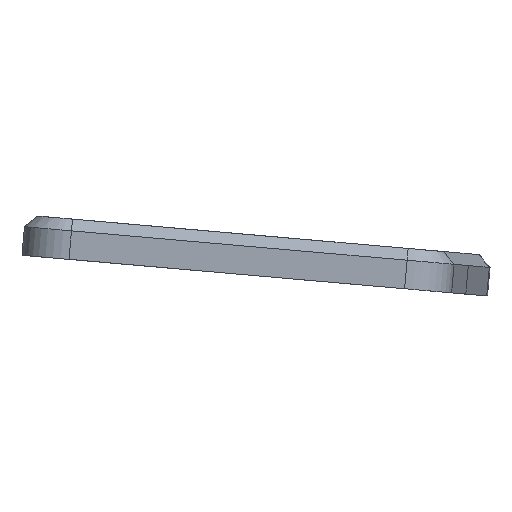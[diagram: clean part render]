
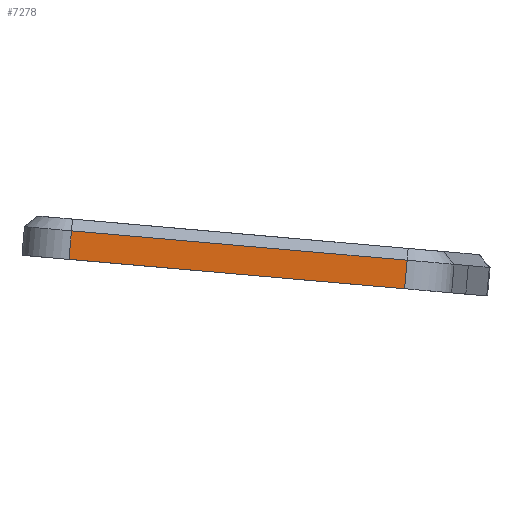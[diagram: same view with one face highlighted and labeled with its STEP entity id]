
A CAD part, left-side view. The second image highlights one B-rep face of the part: STEP entity #7278.
In plain terms, the highlighted planar face has unit normal (-1, 0, 0).
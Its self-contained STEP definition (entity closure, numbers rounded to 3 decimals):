
#265=PLANE('',#8036);
#644=FACE_OUTER_BOUND('',#1063,.T.);
#1063=EDGE_LOOP('',(#6718,#6719,#6720,#6721));
#1234=LINE('',#10937,#1923);
#1258=LINE('',#11002,#1947);
#1753=LINE('',#12402,#2442);
#1754=LINE('',#12404,#2443);
#1923=VECTOR('',#8731,10.);
#1947=VECTOR('',#8793,10.);
#2442=VECTOR('',#10234,10.);
#2443=VECTOR('',#10237,10.);
#3076=VERTEX_POINT('',#10934);
#3077=VERTEX_POINT('',#10936);
#3096=VERTEX_POINT('',#10992);
#3098=VERTEX_POINT('',#10998);
#3863=EDGE_CURVE('',#3076,#3077,#1234,.T.);
#3896=EDGE_CURVE('',#3096,#3098,#1258,.T.);
#4596=EDGE_CURVE('',#3076,#3098,#1753,.T.);
#4597=EDGE_CURVE('',#3077,#3096,#1754,.T.);
#6718=ORIENTED_EDGE('',*,*,#3896,.F.);
#6719=ORIENTED_EDGE('',*,*,#4597,.F.);
#6720=ORIENTED_EDGE('',*,*,#3863,.F.);
#6721=ORIENTED_EDGE('',*,*,#4596,.T.);
#7278=ADVANCED_FACE('',(#644),#265,.T.);
#8036=AXIS2_PLACEMENT_3D('',#12403,#10235,#10236);
#8731=DIRECTION('',(0.,0.996,0.087));
#8793=DIRECTION('',(0.,-0.996,-0.087));
#10234=DIRECTION('',(0.,-0.087,0.996));
#10235=DIRECTION('center_axis',(-1.,0.,0.));
#10236=DIRECTION('ref_axis',(0.,-0.996,-0.087));
#10237=DIRECTION('',(0.,-0.087,0.996));
#10934=CARTESIAN_POINT('',(-11.999,-19.12,-42.874));
#10936=CARTESIAN_POINT('',(-11.999,80.524,-34.156));
#10937=CARTESIAN_POINT('',(-11.999,80.524,-34.156));
#10992=CARTESIAN_POINT('',(-11.999,79.783,-25.689));
#10998=CARTESIAN_POINT('',(-11.999,-19.861,-34.406));
#11002=CARTESIAN_POINT('',(-11.999,52.2,-28.102));
#12402=CARTESIAN_POINT('',(-11.999,-19.73,-35.9));
#12403=CARTESIAN_POINT('Origin',(-11.999,79.914,-27.183));
#12404=CARTESIAN_POINT('',(-11.999,79.914,-27.183));
